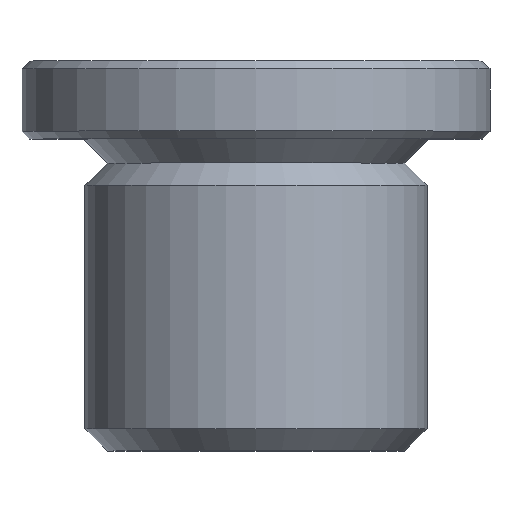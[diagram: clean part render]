
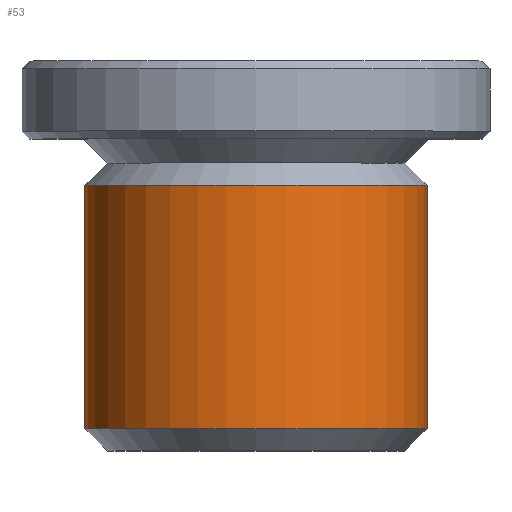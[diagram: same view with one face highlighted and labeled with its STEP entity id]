
A CAD part, top view. The second image highlights one B-rep face of the part: STEP entity #53.
In plain terms, the highlighted cylindrical face has radius 6.579 mm (diameter 13.157 mm), a full revolution.
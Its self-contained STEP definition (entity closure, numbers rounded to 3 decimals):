
#53 = ADVANCED_FACE( '', ( #128, #129 ), #130, .T. );
#128 = FACE_OUTER_BOUND( '', #232, .T. );
#129 = FACE_OUTER_BOUND( '', #233, .T. );
#130 = CYLINDRICAL_SURFACE( '', #234, 6.579 );
#232 = EDGE_LOOP( '', ( #330 ) );
#233 = EDGE_LOOP( '', ( #331 ) );
#234 = AXIS2_PLACEMENT_3D( '', #332, #333, #334 );
#330 = ORIENTED_EDGE( '', *, *, #537, .F. );
#331 = ORIENTED_EDGE( '', *, *, #538, .T. );
#332 = CARTESIAN_POINT( '', ( 0., -12., 0. ) );
#333 = DIRECTION( '', ( 0., 1., 0. ) );
#334 = DIRECTION( '', ( 0., 0., -1. ) );
#537 = EDGE_CURVE( '', #612, #612, #613, .T. );
#538 = EDGE_CURVE( '', #614, #614, #615, .T. );
#612 = VERTEX_POINT( '', #713 );
#613 = CIRCLE( '', #714, 6.579 );
#614 = VERTEX_POINT( '', #715 );
#615 = CIRCLE( '', #716, 6.579 );
#713 = CARTESIAN_POINT( '', ( 0., -11.144, -6.579 ) );
#714 = AXIS2_PLACEMENT_3D( '', #913, #914, #915 );
#715 = CARTESIAN_POINT( '', ( 0., -1.784, -6.579 ) );
#716 = AXIS2_PLACEMENT_3D( '', #916, #917, #918 );
#913 = CARTESIAN_POINT( '', ( 0., -11.144, 0. ) );
#914 = DIRECTION( '', ( 0., -1., 0. ) );
#915 = DIRECTION( '', ( 0., 0., -1. ) );
#916 = CARTESIAN_POINT( '', ( 0., -1.784, 0. ) );
#917 = DIRECTION( '', ( 0., -1., 0. ) );
#918 = DIRECTION( '', ( 0., 0., -1. ) );
